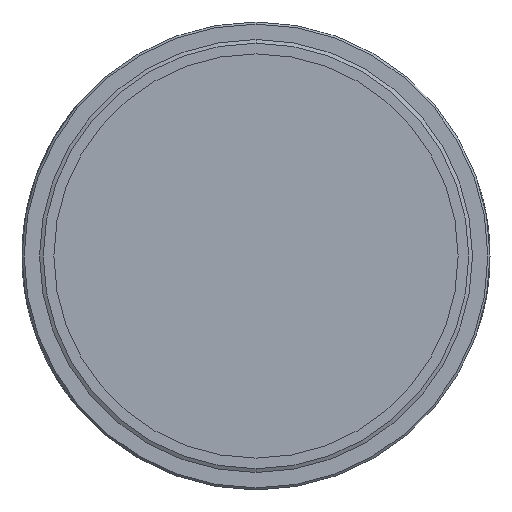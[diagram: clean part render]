
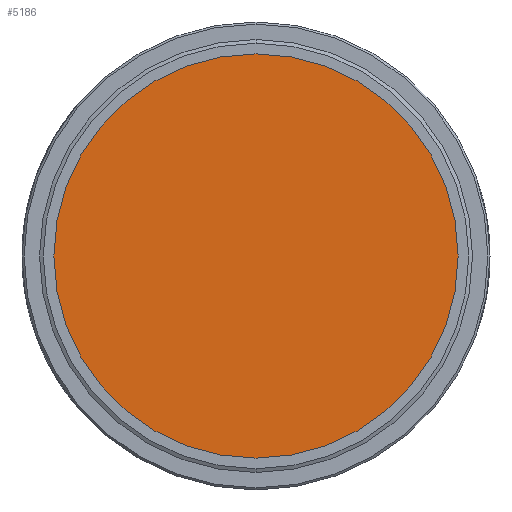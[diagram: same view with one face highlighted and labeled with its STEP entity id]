
A CAD part, left-side view. The second image highlights one B-rep face of the part: STEP entity #5186.
In plain terms, the highlighted planar face has unit normal (-1, 0, 0).
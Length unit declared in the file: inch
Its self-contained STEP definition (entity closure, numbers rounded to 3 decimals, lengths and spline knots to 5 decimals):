
#259 = VERTEX_POINT ( 'NONE', #3594 ) ;
#630 = CIRCLE ( 'NONE', #4431, 0.99722 ) ;
#701 = CARTESIAN_POINT ( 'NONE',  ( -0.105, 0., 0. ) ) ;
#1489 = CARTESIAN_POINT ( 'NONE',  ( -0.105, 0., 0. ) ) ;
#1872 = DIRECTION ( 'NONE',  ( 0., 0., -1. ) ) ;
#2622 = ORIENTED_EDGE ( 'NONE', *, *, #6057, .F. ) ;
#2670 = DIRECTION ( 'NONE',  ( 0., 0., -1. ) ) ;
#3150 = AXIS2_PLACEMENT_3D ( 'NONE', #12979, #5965, #14151 ) ;
#3594 = CARTESIAN_POINT ( 'NONE',  ( -0.105, 0., -0.99722 ) ) ;
#3735 = CARTESIAN_POINT ( 'NONE',  ( -0.105, 0., 0.99722 ) ) ;
#4431 = AXIS2_PLACEMENT_3D ( 'NONE', #701, #8918, #1872 ) ;
#4774 = PLANE ( 'NONE',  #3150 ) ;
#5186 = ADVANCED_FACE ( 'NONE', ( #14761 ), #4774, .F. ) ;
#5965 = DIRECTION ( 'NONE',  ( 1., 0., 0. ) ) ;
#6057 = EDGE_CURVE ( 'NONE', #259, #6495, #630, .T. ) ;
#6495 = VERTEX_POINT ( 'NONE', #3735 ) ;
#7105 = EDGE_CURVE ( 'NONE', #6495, #259, #10373, .T. ) ;
#7684 = ORIENTED_EDGE ( 'NONE', *, *, #7105, .F. ) ;
#8062 = AXIS2_PLACEMENT_3D ( 'NONE', #1489, #9717, #2670 ) ;
#8918 = DIRECTION ( 'NONE',  ( 1., 0., 0. ) ) ;
#9717 = DIRECTION ( 'NONE',  ( 1., 0., 0. ) ) ;
#10373 = CIRCLE ( 'NONE', #8062, 0.99722 ) ;
#12979 = CARTESIAN_POINT ( 'NONE',  ( -0.105, 0., 0. ) ) ;
#13761 = EDGE_LOOP ( 'NONE', ( #2622, #7684 ) ) ;
#14151 = DIRECTION ( 'NONE',  ( 0., 0., -1. ) ) ;
#14761 = FACE_OUTER_BOUND ( 'NONE', #13761, .T. ) ;
